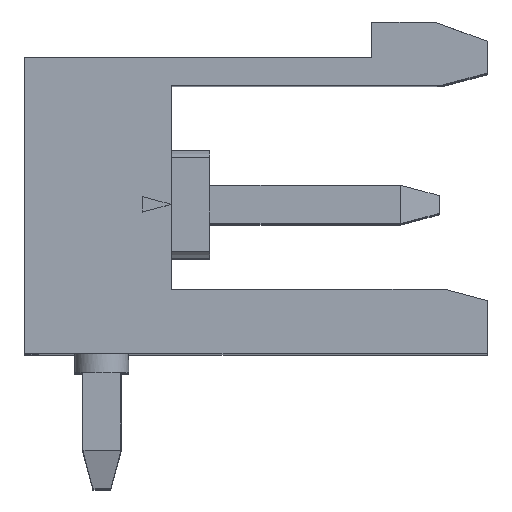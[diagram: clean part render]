
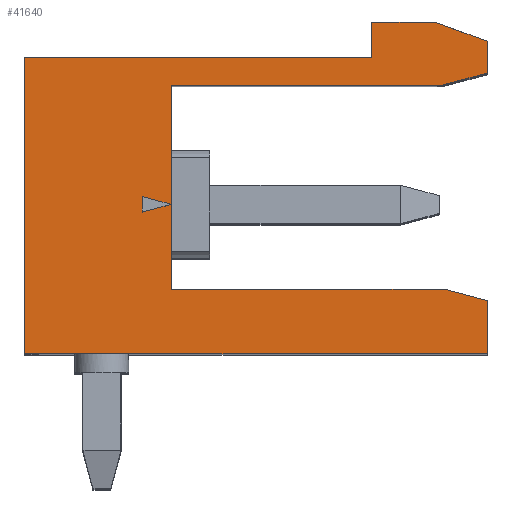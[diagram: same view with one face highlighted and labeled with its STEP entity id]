
A CAD part, top view. The second image highlights one B-rep face of the part: STEP entity #41640.
In plain terms, the highlighted planar face has unit normal (0, 0, 1).
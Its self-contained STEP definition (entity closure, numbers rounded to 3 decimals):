
#24580=CARTESIAN_POINT('',(39.677,41.844
   ,2.54));
#24590=VERTEX_POINT('',#24580);
#24740=CARTESIAN_POINT('',(39.677,41.442
   ,2.54));
#24750=VERTEX_POINT('',#24740);
#24780=CARTESIAN_POINT('',(39.677,0.
   ,2.54));
#24790=DIRECTION('',(0.,-1.,
   0.));
#24800=VECTOR('',#24790,1.);
#24810=LINE('',#24780,#24800);
#24820=EDGE_CURVE('',#24590,#24750,#24810,.T.);
#25030=CARTESIAN_POINT('',(48.627,45.048
   ,2.54));
#25040=VERTEX_POINT('',#25030);
#25210=CARTESIAN_POINT('',(47.464,44.736
   ,2.54));
#25220=VERTEX_POINT('',#25210);
#25250=CARTESIAN_POINT('',(0.,32.018
   ,2.54));
#25260=DIRECTION('',(0.966,0.259,
   0.));
#25270=VECTOR('',#25260,1.);
#25280=LINE('',#25250,#25270);
#25290=EDGE_CURVE('',#25220,#25040,#25280,.T.);
#28950=CARTESIAN_POINT('',(48.627,0.
   ,2.54));
#28960=DIRECTION('',(0.,1.,
   0.));
#28970=VECTOR('',#28960,1.);
#28980=LINE('',#28950,#28970);
#28990=CARTESIAN_POINT('',(48.627,45.873
   ,2.54));
#29000=VERTEX_POINT('',#28990);
#29010=EDGE_CURVE('',#25040,#29000,#28980,.T.);
#31300=CARTESIAN_POINT('',(40.427,41.643
   ,2.54));
#31310=VERTEX_POINT('',#31300);
#31430=CARTESIAN_POINT('',(-0.05,
   52.488,2.54));
#31440=DIRECTION('',(-0.966,0.259,
   0.));
#31450=VECTOR('',#31440,1.);
#31460=LINE('',#31430,#31450);
#31470=EDGE_CURVE('',#31310,#24590,#31460,.T.);
#35220=CARTESIAN_POINT('',(48.627,39.143
   ,2.54));
#35230=VERTEX_POINT('',#35220);
#35280=CARTESIAN_POINT('',(0.,52.172
   ,2.54));
#35290=DIRECTION('',(0.966,-0.259,
   0.));
#35300=VECTOR('',#35290,1.);
#35310=LINE('',#35280,#35300);
#35320=CARTESIAN_POINT('',(47.507,39.443
   ,2.54));
#35330=VERTEX_POINT('',#35320);
#35340=EDGE_CURVE('',#35330,#35230,#35310,.T.);
#39440=CARTESIAN_POINT('',(-0.05,
   30.797,2.54));
#39450=DIRECTION('',(0.966,0.259,
   0.));
#39460=VECTOR('',#39450,1.);
#39470=LINE('',#39440,#39460);
#39480=EDGE_CURVE('',#24750,#31310,#39470,.T.);
#40530=CARTESIAN_POINT('',(40.427,39.443
   ,2.54));
#40540=VERTEX_POINT('',#40530);
#40640=CARTESIAN_POINT('',(0.,39.443
   ,2.54));
#40650=DIRECTION('',(-1.,0.,
   0.));
#40660=VECTOR('',#40650,1.);
#40670=LINE('',#40640,#40660);
#40680=EDGE_CURVE('',#35330,#40540,#40670,.T.);
#40800=CARTESIAN_POINT('',(39.845,39.69
   ,2.54));
#40810=DIRECTION('',(0.,0.,
   1.));
#40820=DIRECTION('',(1.,0.,
   0.));
#40830=AXIS2_PLACEMENT_3D('',#40800,#40810,#40820);
#40840=PLANE('',#40830);
#40850=ORIENTED_EDGE('',*,*,#39480,.F.);
#40860=CARTESIAN_POINT('',(40.427,0.
   ,2.54));
#40870=DIRECTION('',(0.,1.,
   0.));
#40880=VECTOR('',#40870,1.);
#40890=LINE('',#40860,#40880);
#40900=EDGE_CURVE('',#40540,#31310,#40890,.T.);
#40910=ORIENTED_EDGE('',*,*,#40900,.T.);
#40920=ORIENTED_EDGE('',*,*,#40680,.T.);
#40930=ORIENTED_EDGE('',*,*,#35340,.F.);
#40940=CARTESIAN_POINT('',(48.627,0.
   ,2.54));
#40950=DIRECTION('',(0.,1.,
   0.));
#40960=VECTOR('',#40950,1.);
#40970=LINE('',#40940,#40960);
#40980=CARTESIAN_POINT('',(48.627,37.773
   ,2.54));
#40990=VERTEX_POINT('',#40980);
#41000=EDGE_CURVE('',#40990,#35230,#40970,.T.);
#41010=ORIENTED_EDGE('',*,*,#41000,.T.);
#41020=CARTESIAN_POINT('',(0.,37.773
   ,2.54));
#41030=DIRECTION('',(1.,0.,
   0.));
#41040=VECTOR('',#41030,1.);
#41050=LINE('',#41020,#41040);
#41060=CARTESIAN_POINT('',(36.627,37.773
   ,2.54));
#41070=VERTEX_POINT('',#41060);
#41080=EDGE_CURVE('',#41070,#40990,#41050,.T.);
#41090=ORIENTED_EDGE('',*,*,#41080,.T.);
#41100=CARTESIAN_POINT('',(36.627,0.
   ,2.54));
#41110=DIRECTION('',(0.,-1.,
   0.));
#41120=VECTOR('',#41110,1.);
#41130=LINE('',#41100,#41120);
#41140=CARTESIAN_POINT('',(36.627,45.443
   ,2.54));
#41150=VERTEX_POINT('',#41140);
#41160=EDGE_CURVE('',#41150,#41070,#41130,.T.);
#41170=ORIENTED_EDGE('',*,*,#41160,.T.);
#41180=CARTESIAN_POINT('',(0.,45.443
   ,2.54));
#41190=DIRECTION('',(-1.,0.,
   0.));
#41200=VECTOR('',#41190,1.);
#41210=LINE('',#41180,#41200);
#41220=CARTESIAN_POINT('',(45.627,45.443
   ,2.54));
#41230=VERTEX_POINT('',#41220);
#41240=EDGE_CURVE('',#41230,#41150,#41210,.T.);
#41250=ORIENTED_EDGE('',*,*,#41240,.T.);
#41260=CARTESIAN_POINT('',(45.627,0.
   ,2.54));
#41270=DIRECTION('',(0.,-1.,
   0.));
#41280=VECTOR('',#41270,1.);
#41290=LINE('',#41260,#41280);
#41300=CARTESIAN_POINT('',(45.627,46.373
   ,2.54));
#41310=VERTEX_POINT('',#41300);
#41320=EDGE_CURVE('',#41310,#41230,#41290,.T.);
#41330=ORIENTED_EDGE('',*,*,#41320,.T.);
#41340=CARTESIAN_POINT('',(0.,46.373
   ,2.54));
#41350=DIRECTION('',(-1.,0.,
   0.));
#41360=VECTOR('',#41350,1.);
#41370=LINE('',#41340,#41360);
#41380=CARTESIAN_POINT('',(47.253,46.373
   ,2.54));
#41390=VERTEX_POINT('',#41380);
#41400=EDGE_CURVE('',#41390,#41310,#41370,.T.);
#41410=ORIENTED_EDGE('',*,*,#41400,.T.);
#41420=CARTESIAN_POINT('',(0.,63.571
   ,2.54));
#41430=DIRECTION('',(-0.94,0.342,
   0.));
#41440=VECTOR('',#41430,1.);
#41450=LINE('',#41420,#41440);
#41460=EDGE_CURVE('',#29000,#41390,#41450,.T.);
#41470=ORIENTED_EDGE('',*,*,#41460,.T.);
#41480=ORIENTED_EDGE('',*,*,#29010,.T.);
#41490=ORIENTED_EDGE('',*,*,#25290,.T.);
#41500=CARTESIAN_POINT('',(0.,44.736
   ,2.54));
#41510=DIRECTION('',(1.,0.,
   0.));
#41520=VECTOR('',#41510,1.);
#41530=LINE('',#41500,#41520);
#41540=CARTESIAN_POINT('',(40.427,44.736
   ,2.54));
#41550=VERTEX_POINT('',#41540);
#41560=EDGE_CURVE('',#41550,#25220,#41530,.T.);
#41570=ORIENTED_EDGE('',*,*,#41560,.T.);
#41580=EDGE_CURVE('',#31310,#41550,#40890,.T.);
#41590=ORIENTED_EDGE('',*,*,#41580,.T.);
#41600=ORIENTED_EDGE('',*,*,#31470,.F.);
#41610=ORIENTED_EDGE('',*,*,#24820,.F.);
#41620=EDGE_LOOP('',(#41610,#41600,#41590,#41570,#41490,#41480,#41470,
   #41410,#41330,#41250,#41170,#41090,#41010,#40930,#40920,#40910,#40850
   ));
#41630=FACE_OUTER_BOUND('',#41620,.T.);
#41640=ADVANCED_FACE('',(#41630),#40840,.T.);
